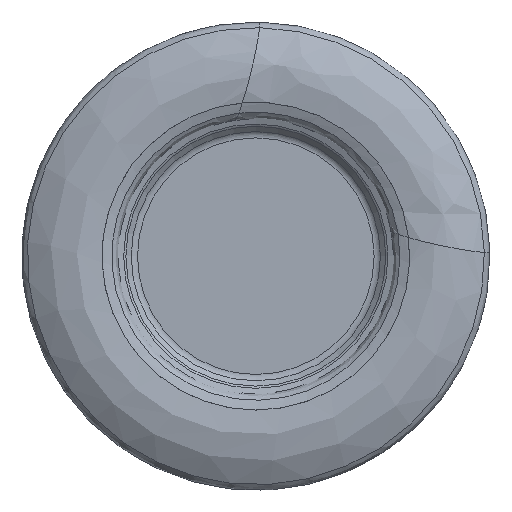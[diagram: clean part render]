
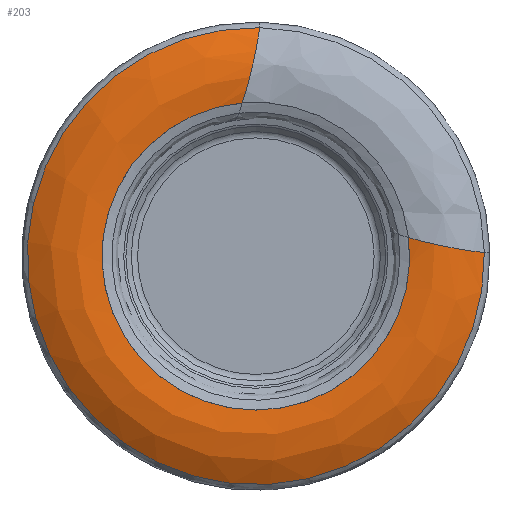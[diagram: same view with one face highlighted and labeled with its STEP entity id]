
A CAD part, left-side view. The second image highlights one B-rep face of the part: STEP entity #203.
In plain terms, the highlighted free-form (B-spline) face has degree [3, 3] with [4, 7] control points.
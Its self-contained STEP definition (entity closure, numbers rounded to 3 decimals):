
#87=(
BOUNDED_SURFACE()
B_SPLINE_SURFACE(3,3,((#1381,#1382,#1383,#1384,#1385,#1386,#1387),(#1388,
#1389,#1390,#1391,#1392,#1393,#1394),(#1395,#1396,#1397,#1398,#1399,#1400,
#1401),(#1402,#1403,#1404,#1405,#1406,#1407,#1408)),.UNSPECIFIED.,.F.,.F.,
 .F.)
B_SPLINE_SURFACE_WITH_KNOTS((4,4),(4,3,4),(0.,1.),(0.,0.5,1.),
 .UNSPECIFIED.)
GEOMETRIC_REPRESENTATION_ITEM()
RATIONAL_B_SPLINE_SURFACE(((1.,0.583,0.583,1.,0.583,
0.583,1.),(0.932,0.544,0.544,
0.932,0.544,0.544,0.932),
(0.932,0.544,0.544,0.932,
0.544,0.544,0.932),(1.,0.583,
0.583,1.,0.583,0.583,1.)))
REPRESENTATION_ITEM('')
SURFACE()
);
#203=ADVANCED_FACE('',(#240),#87,.F.);
#240=FACE_OUTER_BOUND('',#316,.T.);
#316=EDGE_LOOP('',(#422,#423,#424,#425));
#422=ORIENTED_EDGE('',*,*,#616,.F.);
#423=ORIENTED_EDGE('',*,*,#617,.T.);
#424=ORIENTED_EDGE('',*,*,#613,.T.);
#425=ORIENTED_EDGE('',*,*,#618,.T.);
#550=VERTEX_POINT('',#1358);
#551=VERTEX_POINT('',#1359);
#552=VERTEX_POINT('',#1377);
#553=VERTEX_POINT('',#1378);
#613=EDGE_CURVE('',#550,#551,#693,.T.);
#616=EDGE_CURVE('',#552,#553,#694,.T.);
#617=EDGE_CURVE('',#552,#550,#695,.T.);
#618=EDGE_CURVE('',#551,#553,#696,.T.);
#693=CIRCLE('',#790,13.799);
#694=CIRCLE('',#791,20.491);
#695=CIRCLE('',#792,8.);
#696=CIRCLE('',#793,8.);
#790=AXIS2_PLACEMENT_3D('',#1357,#959,#960);
#791=AXIS2_PLACEMENT_3D('',#1376,#963,#964);
#792=AXIS2_PLACEMENT_3D('',#1379,#965,#966);
#793=AXIS2_PLACEMENT_3D('',#1380,#967,#968);
#959=DIRECTION('',(1.,0.,0.));
#960=DIRECTION('',(0.,-0.993,0.121));
#963=DIRECTION('',(1.,0.,0.));
#964=DIRECTION('',(0.,-1.,0.016));
#965=DIRECTION('',(0.174,0.222,-0.96));
#966=DIRECTION('',(0.,-0.974,-0.225));
#967=DIRECTION('',(-0.174,0.952,0.253));
#968=DIRECTION('',(0.,-0.257,0.966));
#1357=CARTESIAN_POINT('',(0.213,0.,0.));
#1358=CARTESIAN_POINT('',(0.213,-13.698,1.664));
#1359=CARTESIAN_POINT('',(0.213,1.215,13.745));
#1376=CARTESIAN_POINT('',(1.495,0.,0.));
#1377=CARTESIAN_POINT('',(1.495,-20.488,0.329));
#1378=CARTESIAN_POINT('',(1.495,-0.342,20.488));
#1379=CARTESIAN_POINT('',(7.807,-16.074,2.49));
#1380=CARTESIAN_POINT('',(7.807,1.963,16.147));
#1381=CARTESIAN_POINT('',(0.213,-13.698,1.664));
#1382=CARTESIAN_POINT('',(0.213,-15.461,-12.846));
#1383=CARTESIAN_POINT('',(0.213,-2.672,-19.922));
#1384=CARTESIAN_POINT('',(0.213,8.686,-10.722));
#1385=CARTESIAN_POINT('',(0.213,20.043,-1.521));
#1386=CARTESIAN_POINT('',(0.213,15.775,12.458));
#1387=CARTESIAN_POINT('',(0.213,1.215,13.745));
#1388=CARTESIAN_POINT('',(-0.447,-16.036,1.005));
#1389=CARTESIAN_POINT('',(-0.447,-17.1,-15.981));
#1390=CARTESIAN_POINT('',(-0.447,-1.754,-23.34));
#1391=CARTESIAN_POINT('',(-0.447,10.824,-11.874));
#1392=CARTESIAN_POINT('',(-0.447,23.402,-0.408));
#1393=CARTESIAN_POINT('',(-0.447,17.492,15.552));
#1394=CARTESIAN_POINT('',(-0.447,0.48,16.06));
#1395=CARTESIAN_POINT('',(0.011,-18.464,0.527));
#1396=CARTESIAN_POINT('',(0.011,-19.023,-19.032));
#1397=CARTESIAN_POINT('',(0.011,-1.102,-26.886));
#1398=CARTESIAN_POINT('',(0.011,12.902,-13.22));
#1399=CARTESIAN_POINT('',(0.011,26.905,0.446));
#1400=CARTESIAN_POINT('',(0.011,19.489,18.554));
#1401=CARTESIAN_POINT('',(0.011,-0.077,18.472));
#1402=CARTESIAN_POINT('',(1.495,-20.488,0.329));
#1403=CARTESIAN_POINT('',(1.495,-20.836,-21.374));
#1404=CARTESIAN_POINT('',(1.495,-0.849,-29.838));
#1405=CARTESIAN_POINT('',(1.495,14.494,-14.484));
#1406=CARTESIAN_POINT('',(1.495,29.837,0.869));
#1407=CARTESIAN_POINT('',(1.495,21.36,20.851));
#1408=CARTESIAN_POINT('',(1.495,-0.342,20.488));
